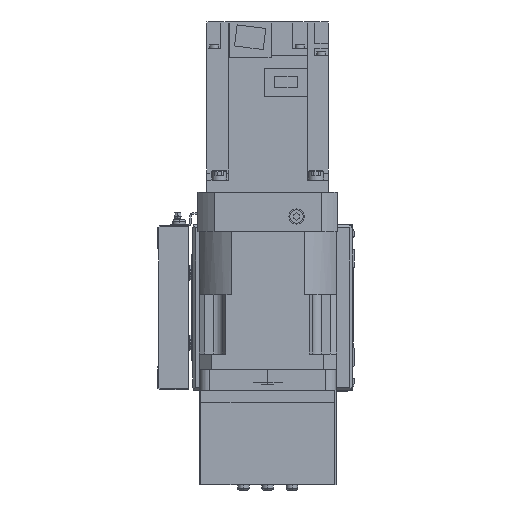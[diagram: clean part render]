
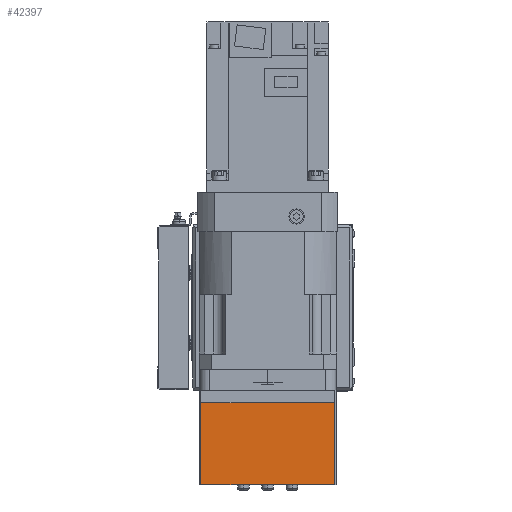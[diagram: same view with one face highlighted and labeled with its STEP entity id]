
A CAD part, left-side view. The second image highlights one B-rep face of the part: STEP entity #42397.
In plain terms, the highlighted planar face has unit normal (-1, 0, 0).
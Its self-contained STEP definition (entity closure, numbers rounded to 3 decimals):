
#1330 = VERTEX_POINT ( 'NONE', #44757 ) ;
#1663 = CARTESIAN_POINT ( 'NONE',  ( -99.5, 100.1, -116.5 ) ) ;
#4821 = VERTEX_POINT ( 'NONE', #8434 ) ;
#7124 = ORIENTED_EDGE ( 'NONE', *, *, #18934, .F. ) ;
#7578 = CARTESIAN_POINT ( 'NONE',  ( -99.5, 100.1, -62.5 ) ) ;
#7804 = AXIS2_PLACEMENT_3D ( 'NONE', #42934, #11012, #19648 ) ;
#8434 = CARTESIAN_POINT ( 'NONE',  ( -99.5, 100.1, -62.5 ) ) ;
#8714 = LINE ( 'NONE', #13000, #36593 ) ;
#11012 = DIRECTION ( 'NONE',  ( -1., 0., 0. ) ) ;
#11350 = LINE ( 'NONE', #7578, #33443 ) ;
#11774 = PLANE ( 'NONE',  #7804 ) ;
#13000 = CARTESIAN_POINT ( 'NONE',  ( -99.5, 100.1, -116.5 ) ) ;
#13043 = LINE ( 'NONE', #13532, #36530 ) ;
#13532 = CARTESIAN_POINT ( 'NONE',  ( -99.5, 12.1, -116.5 ) ) ;
#15131 = ORIENTED_EDGE ( 'NONE', *, *, #35521, .F. ) ;
#16648 = VERTEX_POINT ( 'NONE', #29945 ) ;
#16857 = CARTESIAN_POINT ( 'NONE',  ( -99.5, 100.1, -116.5 ) ) ;
#18934 = EDGE_CURVE ( 'NONE', #18987, #4821, #24505, .T. ) ;
#18987 = VERTEX_POINT ( 'NONE', #1663 ) ;
#19648 = DIRECTION ( 'NONE',  ( 0., 0., 1. ) ) ;
#20178 = DIRECTION ( 'NONE',  ( 0., 0., 1. ) ) ;
#24505 = LINE ( 'NONE', #16857, #41164 ) ;
#26844 = DIRECTION ( 'NONE',  ( 0., -1., 0. ) ) ;
#27373 = EDGE_CURVE ( 'NONE', #16648, #1330, #13043, .T. ) ;
#27840 = ORIENTED_EDGE ( 'NONE', *, *, #33450, .T. ) ;
#29945 = CARTESIAN_POINT ( 'NONE',  ( -99.5, 12.1, -116.5 ) ) ;
#30293 = FACE_OUTER_BOUND ( 'NONE', #44670, .T. ) ;
#33443 = VECTOR ( 'NONE', #26844, 1000. ) ;
#33450 = EDGE_CURVE ( 'NONE', #18987, #16648, #8714, .T. ) ;
#35521 = EDGE_CURVE ( 'NONE', #4821, #1330, #11350, .T. ) ;
#36530 = VECTOR ( 'NONE', #47784, 1000. ) ;
#36593 = VECTOR ( 'NONE', #43424, 1000. ) ;
#41164 = VECTOR ( 'NONE', #20178, 1000. ) ;
#42397 = ADVANCED_FACE ( 'NONE', ( #30293 ), #11774, .T. ) ;
#42934 = CARTESIAN_POINT ( 'NONE',  ( -99.5, 100.1, -116.5 ) ) ;
#43424 = DIRECTION ( 'NONE',  ( 0., -1., 0. ) ) ;
#44670 = EDGE_LOOP ( 'NONE', ( #48563, #15131, #7124, #27840 ) ) ;
#44757 = CARTESIAN_POINT ( 'NONE',  ( -99.5, 12.1, -62.5 ) ) ;
#47784 = DIRECTION ( 'NONE',  ( 0., 0., 1. ) ) ;
#48563 = ORIENTED_EDGE ( 'NONE', *, *, #27373, .T. ) ;
